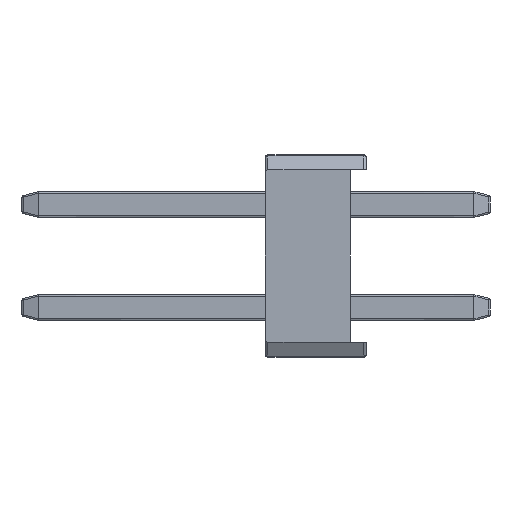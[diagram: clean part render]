
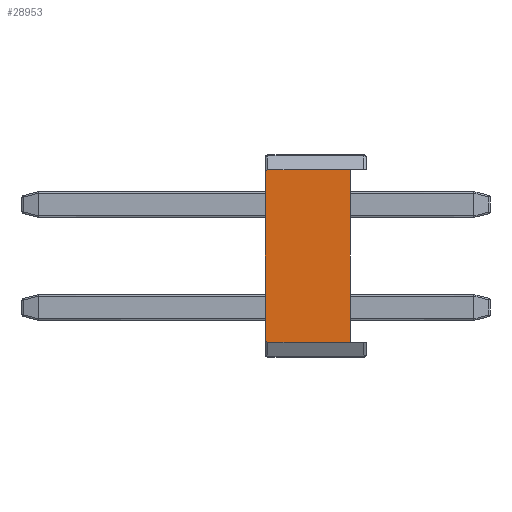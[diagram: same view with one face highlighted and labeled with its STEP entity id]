
A CAD part, left-side view. The second image highlights one B-rep face of the part: STEP entity #28953.
In plain terms, the highlighted planar face has unit normal (-1, 0, 0).
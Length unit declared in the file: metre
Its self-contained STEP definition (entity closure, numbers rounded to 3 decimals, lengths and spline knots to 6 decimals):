
#879=PLANE('',#32839);
#3926=LINE('',#52245,#6246);
#3970=LINE('',#52345,#6290);
#3971=LINE('',#52347,#6291);
#3972=LINE('',#52348,#6292);
#6246=VECTOR('',#41578,1.);
#6290=VECTOR('',#41686,1.);
#6291=VECTOR('',#41689,1.);
#6292=VECTOR('',#41690,1.);
#15108=ORIENTED_EDGE('',*,*,#19619,.F.);
#15109=ORIENTED_EDGE('',*,*,#19530,.T.);
#15110=ORIENTED_EDGE('',*,*,#19620,.T.);
#15111=ORIENTED_EDGE('',*,*,#19566,.F.);
#15112=ORIENTED_EDGE('',*,*,#19618,.F.);
#15113=ORIENTED_EDGE('',*,*,#19552,.T.);
#19530=EDGE_CURVE('',#22158,#22159,#23373,.T.);
#19552=EDGE_CURVE('',#22173,#22174,#23376,.T.);
#19566=EDGE_CURVE('',#22182,#22183,#3926,.T.);
#19618=EDGE_CURVE('',#22173,#22182,#3970,.T.);
#19619=EDGE_CURVE('',#22158,#22174,#3971,.T.);
#19620=EDGE_CURVE('',#22159,#22183,#3972,.T.);
#22158=VERTEX_POINT('',#52075);
#22159=VERTEX_POINT('',#52076);
#22173=VERTEX_POINT('',#52192);
#22174=VERTEX_POINT('',#52193);
#22182=VERTEX_POINT('',#52246);
#22183=VERTEX_POINT('',#52247);
#23373=CIRCLE('',#32790,0.00007);
#23376=CIRCLE('',#32800,0.00007);
#25191=EDGE_LOOP('',(#15108,#15109,#15110,#15111,#15112,#15113));
#27051=FACE_BOUND('',#25191,.T.);
#28953=ADVANCED_FACE('',(#27051),#879,.F.);
#32790=AXIS2_PLACEMENT_3D('',#52074,#41526,#41527);
#32800=AXIS2_PLACEMENT_3D('',#52191,#41556,#41557);
#32839=AXIS2_PLACEMENT_3D('',#52346,#41687,#41688);
#41526=DIRECTION('',(-1.,0.,0.));
#41527=DIRECTION('',(0.,0.,-1.));
#41556=DIRECTION('',(-1.,0.,0.));
#41557=DIRECTION('',(0.,0.,-1.));
#41578=DIRECTION('',(0.,0.,-1.));
#41686=DIRECTION('',(0.,-1.,0.));
#41687=DIRECTION('',(1.,0.,0.));
#41688=DIRECTION('',(0.,0.,-1.));
#41689=DIRECTION('',(0.,0.,1.));
#41690=DIRECTION('',(0.,-1.,0.));
#52074=CARTESIAN_POINT('',(-0.00127,0.00118,-0.002055));
#52075=CARTESIAN_POINT('',(-0.00127,0.00125,-0.002055));
#52076=CARTESIAN_POINT('',(-0.00127,0.00118,-0.002125));
#52191=CARTESIAN_POINT('',(-0.00127,0.00118,0.002055));
#52192=CARTESIAN_POINT('',(-0.00127,0.00118,0.002125));
#52193=CARTESIAN_POINT('',(-0.00127,0.00125,0.002055));
#52245=CARTESIAN_POINT('',(-0.00127,-0.00085,-0.002125));
#52246=CARTESIAN_POINT('',(-0.00127,-0.00085,0.002125));
#52247=CARTESIAN_POINT('',(-0.00127,-0.00085,-0.002125));
#52345=CARTESIAN_POINT('',(-0.00127,0.00125,0.002125));
#52346=CARTESIAN_POINT('',(-0.00127,0.00125,-0.002125));
#52347=CARTESIAN_POINT('',(-0.00127,0.00125,-0.002125));
#52348=CARTESIAN_POINT('',(-0.00127,0.00125,-0.002125));
